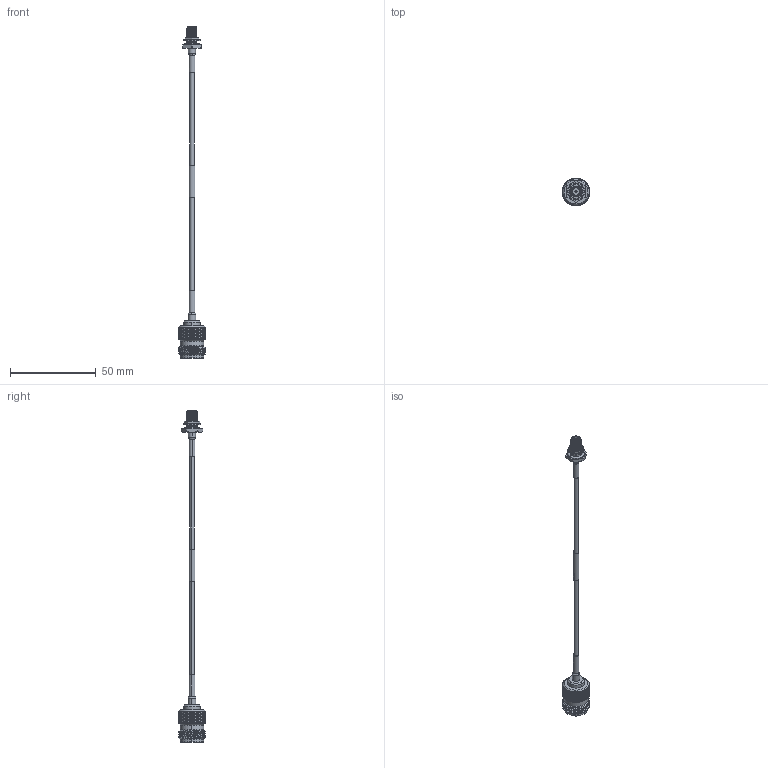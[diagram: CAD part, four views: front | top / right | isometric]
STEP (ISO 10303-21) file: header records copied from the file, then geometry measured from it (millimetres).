
FILE_DESCRIPTION (( 'STEP AP214' ), '1' );
FILE_NAME ('LCCA30619.step', '2020-05-06T20:29:41', ( '' ), ( '' ), 'SwSTEP 2.0', 'SolidWorks 2018', '' );
FILE_SCHEMA (( 'AUTOMOTIVE_DESIGN' ));
Length unit declared in the file: inch
Products named in the file (5): LCCN3054^LCCA30619_Heat Shrink; LC085TBJ^LCCA30619; Label^LCCA30619; LCCA30619; LCCN3048^LCCA30619_Heat Shrink
Assembly tree (4 placements, depth 2):
  LCCA30619
    LC085TBJ^LCCA30619
    Label^LCCA30619
    LCCN3048^LCCA30619_Heat Shrink
    LCCN3054^LCCA30619_Heat Shrink
Bounding box: 16 x 16 x 193.52 mm (x, y, z)
Volume: 4764.5 mm3; surface area: 4591.1 mm2
Topology: 7 solids, 8 shells, 2572 faces, 5621 edges, 3079 vertices
Faces by surface type: bspline 1890, cylinder 559, plane 66, cone 53, torus 4
Entity records: 112889 total; most frequent: CARTESIAN_POINT 77417, ORIENTED_EDGE 11242, EDGE_CURVE 5621, VERTEX_POINT 3079, EDGE_LOOP 2592, ADVANCED_FACE 2572, FACE_OUTER_BOUND 2572, B_SPLINE_CURVE_WITH_KNOTS 2389
